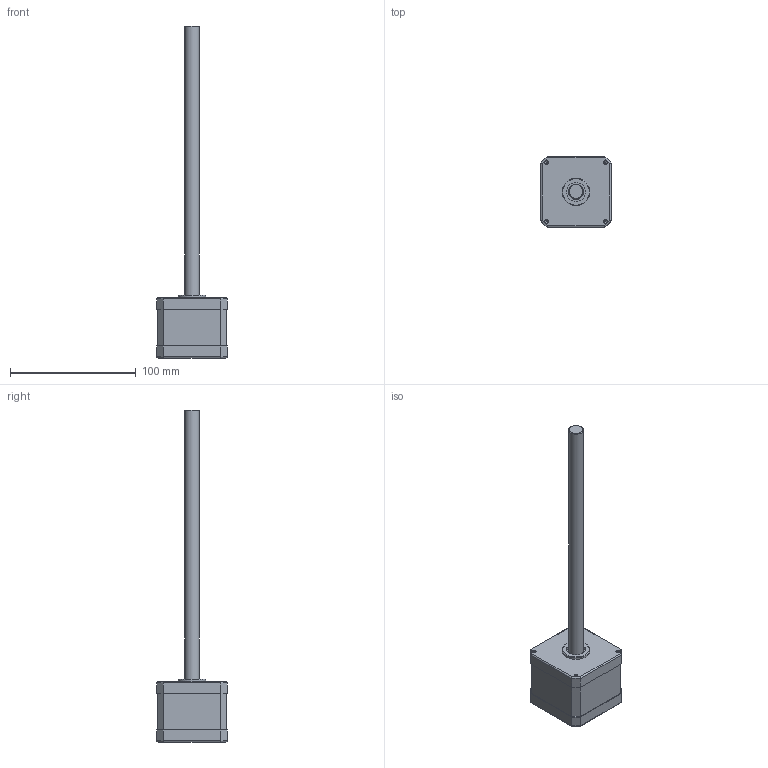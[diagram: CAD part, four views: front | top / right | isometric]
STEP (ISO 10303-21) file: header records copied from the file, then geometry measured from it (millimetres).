
FILE_DESCRIPTION(/* description */ (''),/* implementation_level */ '2;1');
FILE_NAME(/* name */ 'Stepper Motor Through Hole v1.step',/* time_stamp */ '2022-03-25T21:07:05-04:00',/* author */ (''),/* organization */ (''),/* preprocessor_version */ 'ST-DEVELOPER v18.1',/* originating_system */ 'Autodesk Translation Framework v10.13.0.1454',/* authorisation */ '');
FILE_SCHEMA (('AUTOMOTIVE_DESIGN { 1 0 10303 214 3 1 1 }'));
Length unit declared in the file: millimetre
Products named in the file (1): Stepper Motor Through Hole
Bounding box: 56 x 56 x 263.9 mm (x, y, z)
Volume: 163117.5 mm3; surface area: 38398.5 mm2
Topology: 5 solids, 5 shells, 166 faces, 426 edges, 271 vertices
Faces by surface type: cylinder 103, plane 43, cone 10, bspline 8, torus 2
Full cylindrical faces by diameter (mm): 2.529 x16, 3.086 x8, 11.76 x1, 11.834 x1, 12 x2, 15 x2, 22 x1
Entity records: 9968 total; most frequent: CARTESIAN_POINT 6192, ORIENTED_EDGE 844, DIRECTION 641, EDGE_CURVE 422, VERTEX_POINT 271, AXIS2_PLACEMENT_3D 232, EDGE_LOOP 179, LINE 177
